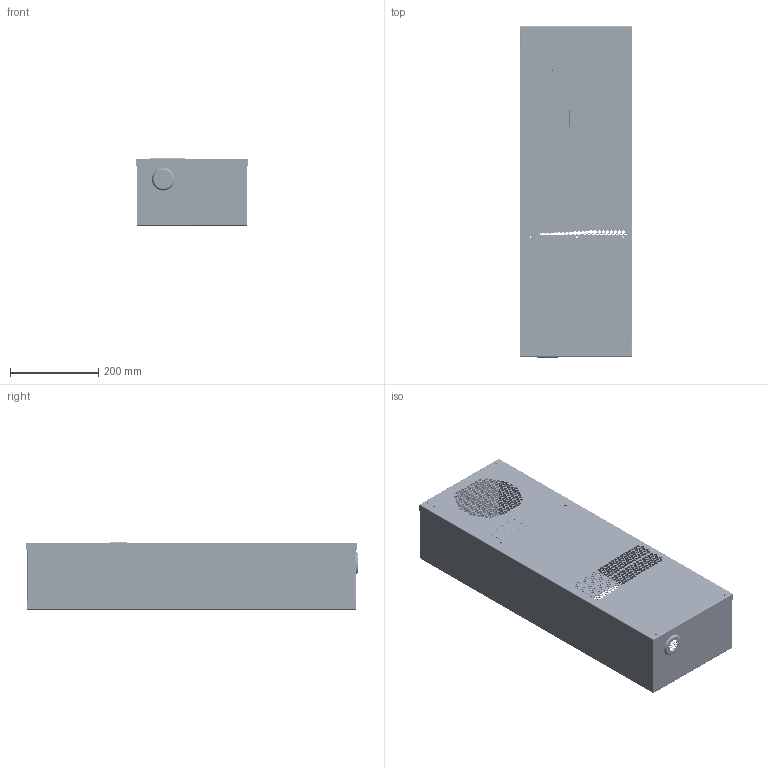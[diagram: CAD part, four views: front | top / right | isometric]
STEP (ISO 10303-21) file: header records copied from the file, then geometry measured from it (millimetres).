
FILE_DESCRIPTION((''),'2;1');
FILE_NAME('LT-58014_COMPLETE_ASSEMBLY_ASM_ASM','2018-10-09T',('danielc'),(''),'CREO PARAMETRIC BY PTC INC, 2017480','CREO PARAMETRIC BY PTC INC, 2017480','');
FILE_SCHEMA(('CONFIG_CONTROL_DESIGN'));
Products named in the file (19): LT-58014_CABINET_1; LT-58014_CABINET_MNF_ASM_1_ASM; LT-58014_CABINET_ASM_1_ASM; 072106080019_1_1; LT-58014_8PCON_BKT_1; LT-58014_ELEC_CONNECTOR_BKT_ASM_ASM; LT-58014_COVER_1; LT-58014_COVER_MNF_ASM_1_ASM; LT-58014_COVER_ASM_1_ASM; CAREL_IR33PLUS_SEIFERT_1_1; 41290_TUTTO_1_1; 1757048_TUTTO_1_1; 1757051_TUTTO_1_1; 1757019_TUTTO_1_1; CAREL_IR33_PLUS_SEIFERT_ASM_1_1_ASM; LT-58014_IR33P_CONTAINER_ASM_1_ASM; LT-58014_IR33PLUS_BKT_ASM_1_ASM; LT-58014_COMPLETE_ASSEMBLY_ASM__ASM; LT-58014_COMPLETE_ASSEMBLY_ASM_ASM
Assembly tree (19 placements, depth 6):
  LT-58014_COMPLETE_ASSEMBLY_ASM_ASM
    LT-58014_COMPLETE_ASSEMBLY_ASM__ASM
      LT-58014_CABINET_ASM_1_ASM
        LT-58014_CABINET_MNF_ASM_1_ASM
          LT-58014_CABINET_1
      LT-58014_ELEC_CONNECTOR_BKT_ASM_ASM
        072106080019_1_1
        LT-58014_8PCON_BKT_1
      LT-58014_COVER_ASM_1_ASM
        LT-58014_COVER_MNF_ASM_1_ASM
          LT-58014_COVER_1
      LT-58014_IR33PLUS_BKT_ASM_1_ASM
        LT-58014_IR33P_CONTAINER_ASM_1_ASM
          CAREL_IR33_PLUS_SEIFERT_ASM_1_1_ASM
            CAREL_IR33PLUS_SEIFERT_1_1
            41290_TUTTO_1_1
            1757048_TUTTO_1_1
            1757051_TUTTO_1_1
            1757019_TUTTO_1_1  x2
Bounding box: 255 x 750.75 x 152.1 mm (x, y, z)
Volume: 745275 mm3; surface area: 1390630.9 mm2
Topology: 10 solids, 10 shells, 3613 faces, 9988 edges, 6516 vertices
Faces by surface type: cylinder 2024, plane 1459, torus 48, bspline 32, sphere 30, cone 20
Entity records: 116636 total; most frequent: CARTESIAN_POINT 21011, DIRECTION 20667, ORIENTED_EDGE 19068, EDGE_CURVE 9534, AXIS2_PLACEMENT_3D 7757, VERTEX_POINT 6234, EDGE_LOOP 5226, VECTOR 5153
